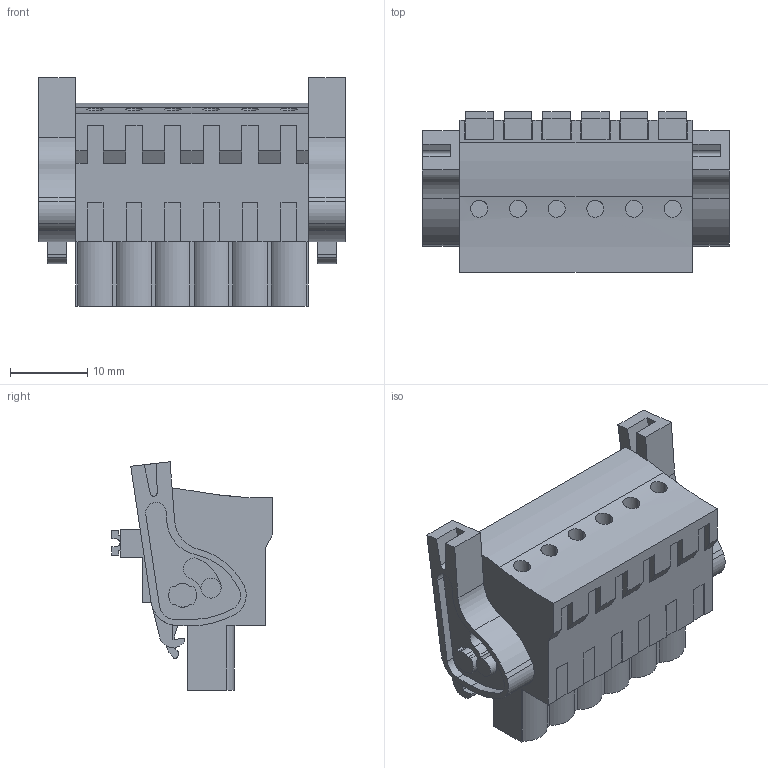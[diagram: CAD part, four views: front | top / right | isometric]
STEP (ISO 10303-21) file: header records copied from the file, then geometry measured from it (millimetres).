
FILE_DESCRIPTION(('CATIA V5 STEP Exchange','CAx-IF Rec.Pracs.--- Model Styling and Organization---1.2---2011-12-15'),'2;1');
FILE_NAME ('D1461123_0_1980910000_1980910000.stp','2017-09-23T15:54:54+00:00',('none'),('Weidmueller'),'CATIA Version 5-6 Release 2014','CATIA V5 STEP AP214','none');
FILE_SCHEMA(('AUTOMOTIVE_DESIGN { 1 0 10303 214 1 1 1 1 }'));
Length unit declared in the file: millimetre
Products named in the file (1): 1980910000
Bounding box: 39.7 x 20.79 x 29.52 mm (x, y, z)
Volume: 10198.3 mm3; surface area: 6197.8 mm2
Topology: 9 solids, 9 shells, 555 faces, 1550 edges, 1047 vertices
Faces by surface type: plane 395, cylinder 152, extrusion 8
Entity records: 16654 total; most frequent: CARTESIAN_POINT 3241, ORIENTED_EDGE 3100, DIRECTION 2171, EDGE_CURVE 1550, VECTOR 1211, LINE 1203, VERTEX_POINT 1047, AXIS2_PLACEMENT_3D 630
